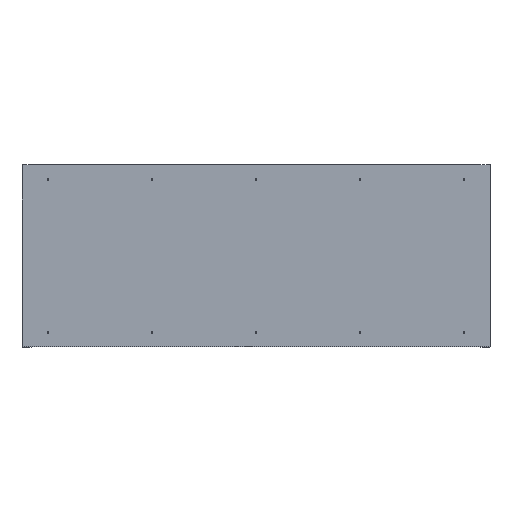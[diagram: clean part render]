
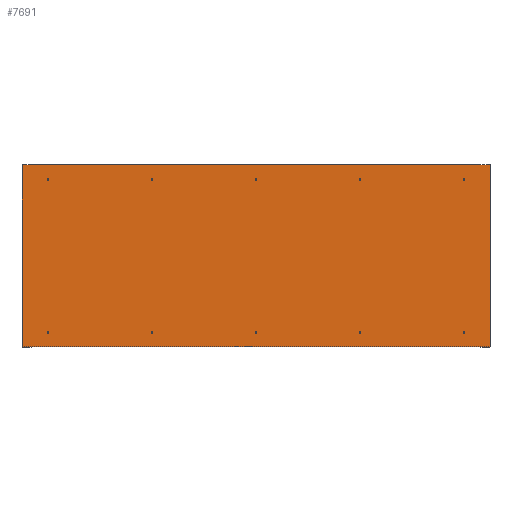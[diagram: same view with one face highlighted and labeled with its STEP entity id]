
A CAD part, top view. The second image highlights one B-rep face of the part: STEP entity #7691.
In plain terms, the highlighted planar face has unit normal (0, 0, 1).
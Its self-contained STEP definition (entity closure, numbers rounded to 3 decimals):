
#7691=ADVANCED_FACE('',(#12691),#12692,.T.);
#12691=FACE_OUTER_BOUND('',#23006,.T.);
#12692=PLANE('',#23007);
#23006=EDGE_LOOP('',(#33737,#33738,#33739,#33740));
#23007=AXIS2_PLACEMENT_3D('',#33741,#33742,#33743);
#33737=ORIENTED_EDGE('',*,*,#76561,.F.);
#33738=ORIENTED_EDGE('',*,*,#76562,.F.);
#33739=ORIENTED_EDGE('',*,*,#76563,.F.);
#33740=ORIENTED_EDGE('',*,*,#76564,.F.);
#33741=CARTESIAN_POINT('',(0.0,0.0,455.0));
#33742=DIRECTION('',(0.0,0.0,1.0));
#33743=DIRECTION('',(1.0,0.0,0.0));
#76561=EDGE_CURVE('',#91101,#91102,#91103,.T.);
#76562=EDGE_CURVE('',#91104,#91101,#91105,.T.);
#76563=EDGE_CURVE('',#91106,#91104,#91107,.T.);
#76564=EDGE_CURVE('',#91102,#91106,#91108,.T.);
#91101=VERTEX_POINT('',#115598);
#91102=VERTEX_POINT('',#115599);
#91103=LINE('',#115600,#115601);
#91104=VERTEX_POINT('',#115602);
#91105=LINE('',#115603,#115604);
#91106=VERTEX_POINT('',#115605);
#91107=LINE('',#115606,#115607);
#91108=LINE('',#115608,#115609);
#115598=CARTESIAN_POINT('',(900.0,-350.0,455.0));
#115599=CARTESIAN_POINT('',(-900.0,-350.0,455.0));
#115600=CARTESIAN_POINT('',(0.0,-350.0,455.0));
#115601=VECTOR('',#156392,1.0);
#115602=CARTESIAN_POINT('',(900.0,350.0,455.0));
#115603=CARTESIAN_POINT('',(900.0,0.0,455.0));
#115604=VECTOR('',#156393,1.0);
#115605=CARTESIAN_POINT('',(-900.0,350.0,455.0));
#115606=CARTESIAN_POINT('',(0.0,350.0,455.0));
#115607=VECTOR('',#156394,1.0);
#115608=CARTESIAN_POINT('',(-900.0,0.0,455.0));
#115609=VECTOR('',#156395,1.0);
#156392=DIRECTION('',(-1.0,0.0,0.0));
#156393=DIRECTION('',(0.0,-1.0,0.0));
#156394=DIRECTION('',(1.0,0.0,0.0));
#156395=DIRECTION('',(0.0,1.0,0.0));
